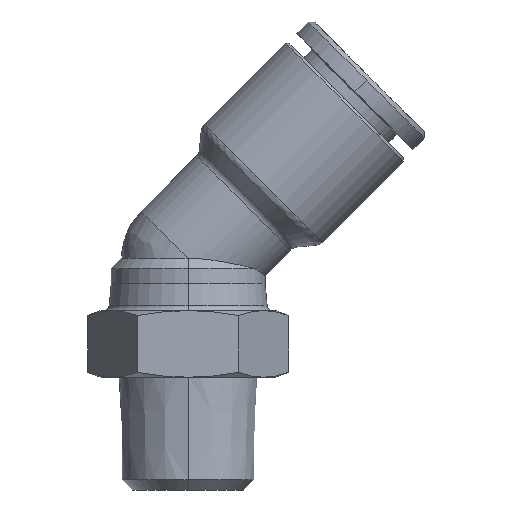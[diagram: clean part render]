
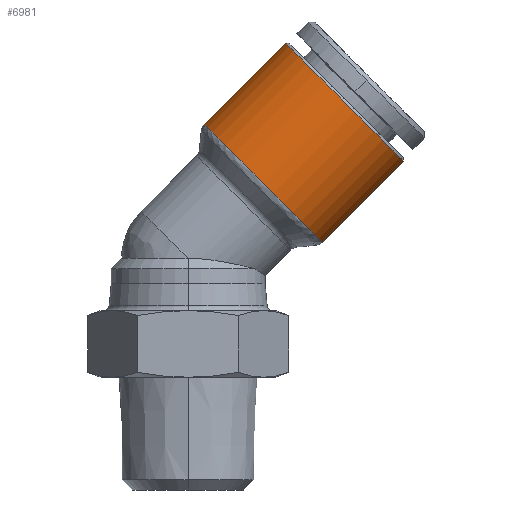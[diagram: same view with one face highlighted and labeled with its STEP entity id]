
A CAD part, front view. The second image highlights one B-rep face of the part: STEP entity #6981.
In plain terms, the highlighted cylindrical face has radius 8.15 mm (diameter 16.3 mm), a partial arc.
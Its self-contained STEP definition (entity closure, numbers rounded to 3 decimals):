
#293 = ORIENTED_EDGE ( 'NONE', *, *, #9936, .T. ) ;
#601 = CIRCLE ( 'NONE', #8365, 8.15 ) ;
#1546 = CARTESIAN_POINT ( 'NONE',  ( 15.231, 0., 18.859 ) ) ;
#1922 = EDGE_CURVE ( 'NONE', #6766, #14003, #4687, .T. ) ;
#1988 = CARTESIAN_POINT ( 'NONE',  ( 13.081, 0., 5.183 ) ) ;
#2005 = DIRECTION ( 'NONE',  ( 0.707, 0., 0.707 ) ) ;
#3326 = VECTOR ( 'NONE', #13574, 1000. ) ;
#4008 = CARTESIAN_POINT ( 'NONE',  ( 1.555, 0., 16.709 ) ) ;
#4172 = CARTESIAN_POINT ( 'NONE',  ( 16.363, 0., 8.464 ) ) ;
#4687 = LINE ( 'NONE', #8896, #3326 ) ;
#5371 = DIRECTION ( 'NONE',  ( 0.707, 0., 0.707 ) ) ;
#5626 = CARTESIAN_POINT ( 'NONE',  ( 7.318, 0., 10.946 ) ) ;
#5805 = LINE ( 'NONE', #4172, #11735 ) ;
#6703 = EDGE_CURVE ( 'NONE', #6910, #9325, #5805, .T. ) ;
#6766 = VERTEX_POINT ( 'NONE', #4008 ) ;
#6910 = VERTEX_POINT ( 'NONE', #1988 ) ;
#6981 = ADVANCED_FACE ( 'NONE', ( #10776 ), #7155, .T. ) ;
#7155 = CYLINDRICAL_SURFACE ( 'NONE', #10692, 8.15 ) ;
#7767 = ORIENTED_EDGE ( 'NONE', *, *, #1922, .F. ) ;
#7953 = ORIENTED_EDGE ( 'NONE', *, *, #8064, .F. ) ;
#8064 = EDGE_CURVE ( 'NONE', #14003, #9325, #601, .T. ) ;
#8100 = AXIS2_PLACEMENT_3D ( 'NONE', #5626, #2005, #14354 ) ;
#8365 = AXIS2_PLACEMENT_3D ( 'NONE', #1546, #11357, #8852 ) ;
#8852 = DIRECTION ( 'NONE',  ( -0.707, 0., 0.707 ) ) ;
#8896 = CARTESIAN_POINT ( 'NONE',  ( 4.837, 0., 19.99 ) ) ;
#9325 = VERTEX_POINT ( 'NONE', #14981 ) ;
#9469 = CARTESIAN_POINT ( 'NONE',  ( 9.468, 0., 24.622 ) ) ;
#9936 = EDGE_CURVE ( 'NONE', #6766, #6910, #13327, .T. ) ;
#10692 = AXIS2_PLACEMENT_3D ( 'NONE', #15511, #10825, #11908 ) ;
#10776 = FACE_OUTER_BOUND ( 'NONE', #14875, .T. ) ;
#10825 = DIRECTION ( 'NONE',  ( 0.707, 0., 0.707 ) ) ;
#11357 = DIRECTION ( 'NONE',  ( 0.707, 0., 0.707 ) ) ;
#11735 = VECTOR ( 'NONE', #5371, 1000. ) ;
#11908 = DIRECTION ( 'NONE',  ( 0.707, 0., -0.707 ) ) ;
#13327 = CIRCLE ( 'NONE', #8100, 8.15 ) ;
#13425 = ORIENTED_EDGE ( 'NONE', *, *, #6703, .T. ) ;
#13574 = DIRECTION ( 'NONE',  ( 0.707, 0., 0.707 ) ) ;
#14003 = VERTEX_POINT ( 'NONE', #9469 ) ;
#14354 = DIRECTION ( 'NONE',  ( 0.707, 0., -0.707 ) ) ;
#14875 = EDGE_LOOP ( 'NONE', ( #7767, #293, #13425, #7953 ) ) ;
#14981 = CARTESIAN_POINT ( 'NONE',  ( 20.994, 0., 13.096 ) ) ;
#15511 = CARTESIAN_POINT ( 'NONE',  ( 10.6, 0., 14.227 ) ) ;
